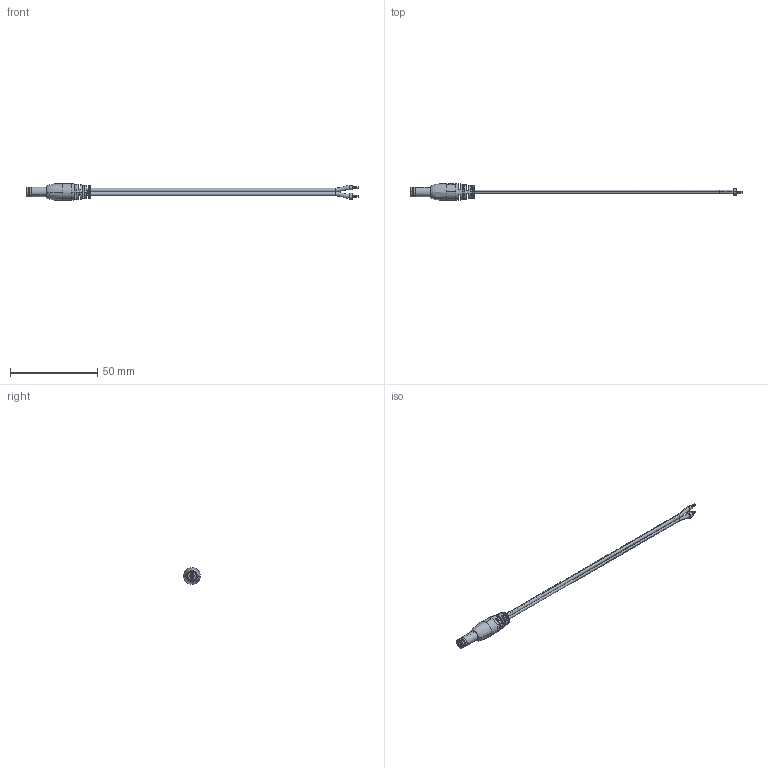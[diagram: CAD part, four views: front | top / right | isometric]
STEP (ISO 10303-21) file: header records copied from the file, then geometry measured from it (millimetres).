
FILE_DESCRIPTION (( 'STEP AP203' ), '1' );
FILE_NAME ('10-02384_revA.STEP', '2016-11-29T19:56:21', ( '' ), ( '' ), 'SwSTEP 2.0', 'SolidWorks 2015', '' );
FILE_SCHEMA (( 'CONFIG_CONTROL_DESIGN' ));
Length unit declared in the file: millimetre
Products named in the file (7): 30-00007_spec; 24-00003; 10-02384_revA; 50-00024 shell; 50-00024 insulator; 50-00024; 50-00024 contact
Assembly tree (6 placements, depth 3):
  10-02384_revA
    30-00007_spec
    24-00003
    50-00024
      50-00024 contact
      50-00024 insulator
      50-00024 shell
Bounding box: 190.67 x 9.6 x 9.6 mm (x, y, z)
Volume: 2841.2 mm3; surface area: 17439.9 mm2
Topology: 181 solids, 181 shells, 1199 faces, 2418 edges, 1594 vertices
Faces by surface type: cylinder 565, plane 469, bspline 115, cone 26, torus 24
Entity records: 35553 total; most frequent: CARTESIAN_POINT 9374, DIRECTION 5547, ORIENTED_EDGE 4836, EDGE_CURVE 2418, AXIS2_PLACEMENT_3D 2359, VERTEX_POINT 1594, EDGE_LOOP 1382, CIRCLE 1265
